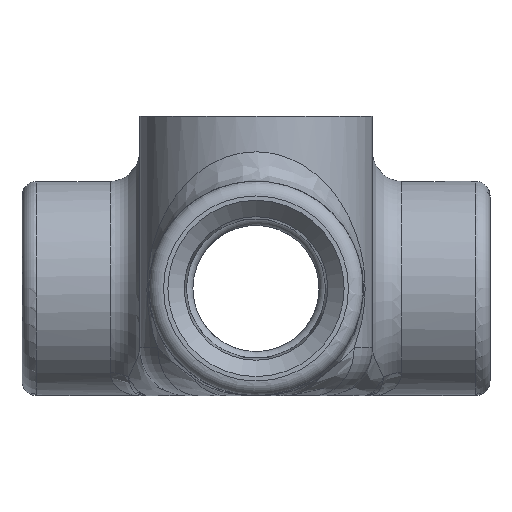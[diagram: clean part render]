
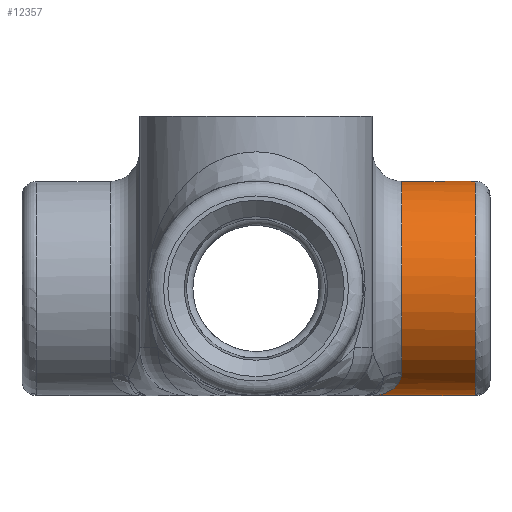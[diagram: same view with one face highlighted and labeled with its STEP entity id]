
A CAD part, left-side view. The second image highlights one B-rep face of the part: STEP entity #12357.
In plain terms, the highlighted cylindrical face has radius 22.225 mm (diameter 44.45 mm), a full revolution.
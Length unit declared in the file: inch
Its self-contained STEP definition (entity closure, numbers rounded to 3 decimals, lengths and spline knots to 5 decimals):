
#2752=B_SPLINE_CURVE_WITH_KNOTS('',3,(#16390,#16391,#16392,#16393,#16394,
#16395,#16396,#16397,#16398,#16399),.UNSPECIFIED.,.F.,.F.,(4,2,1,1,1,1,
4),(-0.00243,0.,0.39969,0.79939,1.19908,
1.59877,1.99847),.UNSPECIFIED.);
#2777=B_SPLINE_CURVE_WITH_KNOTS('',3,(#17114,#17115,#17116,#17117,#17118,
#17119,#17120,#17121,#17122,#17123,#17124,#17125),.UNSPECIFIED.,.F.,.F.,
(4,1,1,1,1,1,1,2,4),(4.29496,4.69465,4.8945,
5.09434,5.29419,5.49404,5.89373,6.29342,
6.29585),.UNSPECIFIED.);
#4093=FACE_BOUND('',#4920,.T.);
#4235=FACE_OUTER_BOUND('',#4919,.T.);
#4919=EDGE_LOOP('',(#8956,#8957,#8958));
#4920=EDGE_LOOP('',(#8959));
#5671=CIRCLE('',#13041,0.875);
#5694=CIRCLE('',#13076,0.875);
#5819=VERTEX_POINT('',#16158);
#5823=VERTEX_POINT('',#16389);
#5854=VERTEX_POINT('',#17112);
#5880=VERTEX_POINT('',#18577);
#6996=EDGE_CURVE('',#5819,#5823,#2752,.T.);
#7041=EDGE_CURVE('',#5854,#5819,#2777,.T.);
#7046=EDGE_CURVE('',#5823,#5854,#5671,.T.);
#7098=EDGE_CURVE('',#5880,#5880,#5694,.T.);
#8956=ORIENTED_EDGE('',*,*,#7041,.F.);
#8957=ORIENTED_EDGE('',*,*,#7046,.F.);
#8958=ORIENTED_EDGE('',*,*,#6996,.F.);
#8959=ORIENTED_EDGE('',*,*,#7098,.F.);
#12276=CYLINDRICAL_SURFACE('',#13078,0.875);
#12357=ADVANCED_FACE('',(#4235,#4093),#12276,.T.);
#13041=AXIS2_PLACEMENT_3D('',#17140,#13698,#13699);
#13076=AXIS2_PLACEMENT_3D('',#18578,#13782,#13783);
#13078=AXIS2_PLACEMENT_3D('',#18581,#13786,#13787);
#13698=DIRECTION('center_axis',(0.,1.,0.));
#13699=DIRECTION('ref_axis',(0.,0.,1.));
#13782=DIRECTION('center_axis',(0.,-1.,0.));
#13783=DIRECTION('ref_axis',(-1.,0.,0.));
#13786=DIRECTION('center_axis',(0.,-1.,0.));
#13787=DIRECTION('ref_axis',(-1.,0.,0.));
#16158=CARTESIAN_POINT('',(0.,-0.9495,-1.14));
#16389=CARTESIAN_POINT('',(-0.54233,-1.1895,-0.95166));
#16390=CARTESIAN_POINT('Ctrl Pts',(0.,-0.9495,-1.14));
#16391=CARTESIAN_POINT('Ctrl Pts',(-0.00023,-0.94963,
-1.14));
#16392=CARTESIAN_POINT('Ctrl Pts',(-0.00045,-0.94977,
-1.14));
#16393=CARTESIAN_POINT('Ctrl Pts',(-0.03802,-0.97198,
-1.13997));
#16394=CARTESIAN_POINT('Ctrl Pts',(-0.11291,-1.01624,
-1.13512));
#16395=CARTESIAN_POINT('Ctrl Pts',(-0.22432,-1.07907,
-1.11334));
#16396=CARTESIAN_POINT('Ctrl Pts',(-0.33468,-1.13456,
-1.07631));
#16397=CARTESIAN_POINT('Ctrl Pts',(-0.44189,-1.17654,
-1.02346));
#16398=CARTESIAN_POINT('Ctrl Pts',(-0.51003,-1.1895,-0.97717));
#16399=CARTESIAN_POINT('Ctrl Pts',(-0.54233,-1.1895,-0.95166));
#17112=CARTESIAN_POINT('',(0.54233,-1.1895,-0.95166));
#17114=CARTESIAN_POINT('Ctrl Pts',(0.54233,-1.1895,-0.95166));
#17115=CARTESIAN_POINT('Ctrl Pts',(0.51003,-1.1895,-0.97717));
#17116=CARTESIAN_POINT('Ctrl Pts',(0.45895,-1.1798,
-1.0119));
#17117=CARTESIAN_POINT('Ctrl Pts',(0.38826,-1.15553,-1.04989));
#17118=CARTESIAN_POINT('Ctrl Pts',(0.33428,-1.13288,
-1.07434));
#17119=CARTESIAN_POINT('Ctrl Pts',(0.27958,-1.10686,
-1.09481));
#17120=CARTESIAN_POINT('Ctrl Pts',(0.20572,-1.06858,
-1.11698));
#17121=CARTESIAN_POINT('Ctrl Pts',(0.11295,-1.01627,-1.13511));
#17122=CARTESIAN_POINT('Ctrl Pts',(0.03802,-0.97198,
-1.13997));
#17123=CARTESIAN_POINT('Ctrl Pts',(0.00045,-0.94977,
-1.14));
#17124=CARTESIAN_POINT('Ctrl Pts',(0.00023,-0.94963,
-1.14));
#17125=CARTESIAN_POINT('Ctrl Pts',(0.,-0.9495,-1.14));
#17140=CARTESIAN_POINT('Origin',(0.,-1.1895,-0.265));
#18577=CARTESIAN_POINT('',(0.875,-1.7895,-0.265));
#18578=CARTESIAN_POINT('Origin',(0.,-1.7895,-0.265));
#18581=CARTESIAN_POINT('Origin',(0.,-1.9095,-0.265));
